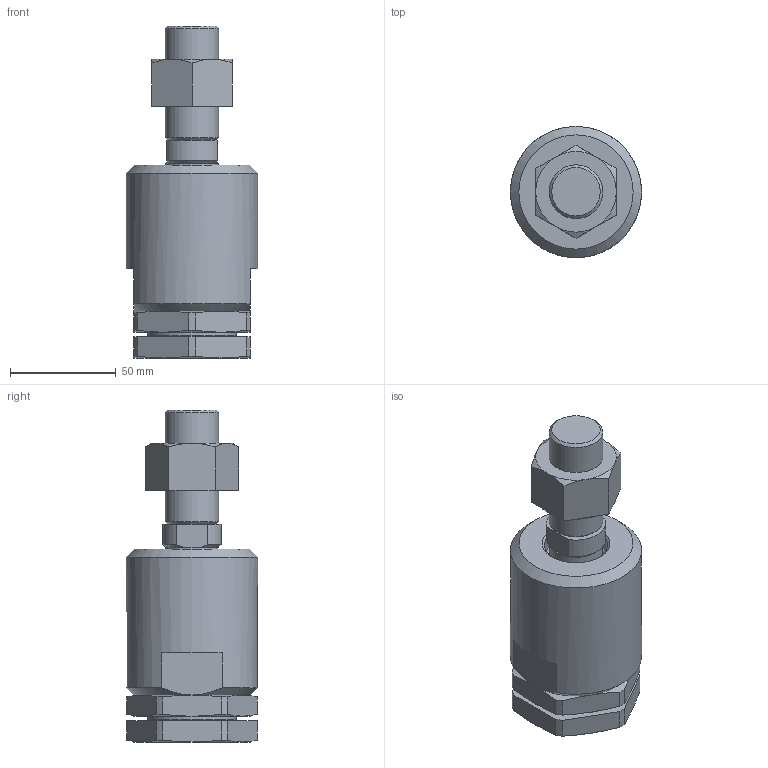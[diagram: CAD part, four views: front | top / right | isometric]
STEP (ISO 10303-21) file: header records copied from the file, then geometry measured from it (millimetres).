
FILE_DESCRIPTION(/* description */ ('STEP AP214'),/* implementation_level */ '2;1');
FILE_NAME(/* name */ '532709_FK-1-12',/* time_stamp */ '2024-08-23T22:33:55+02:00',/* author */ ('License CC BY-ND 4.0'),/* organization */ ('CADENAS'),/* preprocessor_version */ 'ST-DEVELOPER v19.3',/* originating_system */ 'PARTsolutions',/* authorisation */ ' ');
FILE_SCHEMA (('AUTOMOTIVE_DESIGN {1 0 10303 214 3 1 1}'));
Length unit declared in the file: millimetre
Products named in the file (7): 532709 FK-1-12---(asm_0_0); 532709 FK-1-12---(GE); 532709 FK-1-12---(0BO); Hex Nuts 1 ANSI B18.2.2; 532709 FK-1-12---(BU); 532709 FK-1-12---(MU); 532709 FK-1-12---(KG)
Assembly tree (7 placements, depth 2):
  532709 FK-1-12---(asm_0_0)
    532709 FK-1-12---(GE)
    532709 FK-1-12---(0BO)
    Hex Nuts 1 ANSI B18.2.2
    532709 FK-1-12---(BU)
    532709 FK-1-12---(MU)
    532709 FK-1-12---(KG)  x2
Bounding box: 62 x 62 x 156.9 mm (x, y, z)
Volume: 278987.8 mm3; surface area: 72273.1 mm2
Topology: 7 solids, 7 shells, 141 faces, 320 edges, 199 vertices
Faces by surface type: plane 52, cone 47, cylinder 37, sphere 4, torus 1
Full cylindrical faces by diameter (mm): 21 x1, 23.109 x1, 25 x1, 25.4 x1, 28 x2, 30 x1, 39 x2, 41.866 x1, 43 x2, 46.376 x2, 46.5 x1, 48 x1, 62 x1
Entity records: 3846 total; most frequent: CARTESIAN_POINT 773, DIRECTION 622, ORIENTED_EDGE 538, EDGE_CURVE 269, AXIS2_PLACEMENT_3D 266, VERTEX_POINT 189, EDGE_LOOP 188, FACE_BOUND 188
